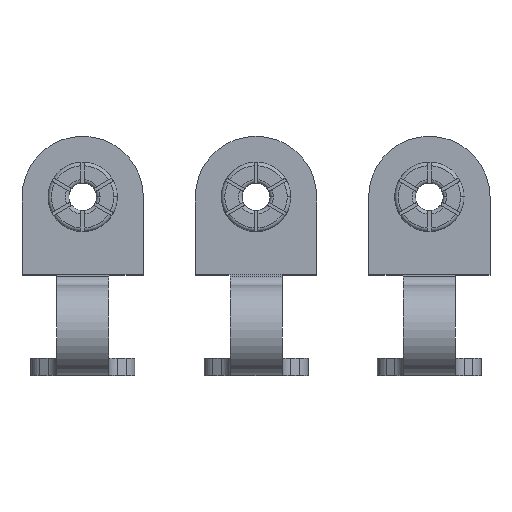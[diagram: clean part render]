
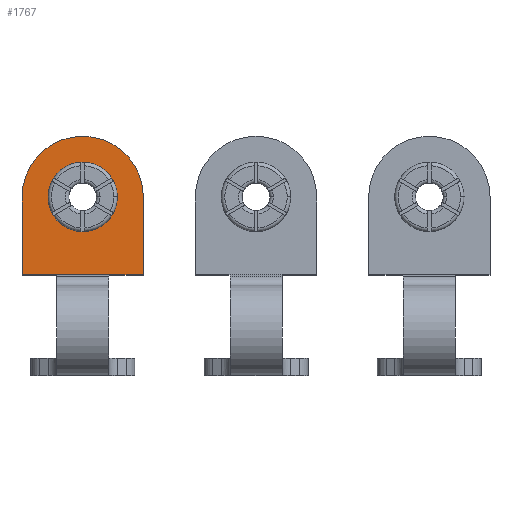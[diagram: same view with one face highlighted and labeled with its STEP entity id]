
A CAD part, top view. The second image highlights one B-rep face of the part: STEP entity #1767.
In plain terms, the highlighted planar face has unit normal (0, 0, 1).
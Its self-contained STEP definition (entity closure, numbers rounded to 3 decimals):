
#1661 = VERTEX_POINT('',#1662);
#1662 = CARTESIAN_POINT('',(-5.75,-2.25,0.5));
#1668 = EDGE_CURVE('',#1661,#1669,#1671,.T.);
#1669 = VERTEX_POINT('',#1670);
#1670 = CARTESIAN_POINT('',(-4.25,-2.25,0.5));
#1671 = LINE('',#1672,#1673);
#1672 = CARTESIAN_POINT('',(-5.75,-2.25,0.5));
#1673 = VECTOR('',#1674,1.);
#1674 = DIRECTION('',(1.,0.,0.));
#1709 = EDGE_CURVE('',#1669,#1710,#1712,.T.);
#1710 = VERTEX_POINT('',#1711);
#1711 = CARTESIAN_POINT('',(-3.25,-2.25,0.5));
#1712 = LINE('',#1713,#1714);
#1713 = CARTESIAN_POINT('',(-4.25,-2.25,0.5));
#1714 = VECTOR('',#1715,1.);
#1715 = DIRECTION('',(1.,0.,0.));
#1741 = EDGE_CURVE('',#1661,#1742,#1744,.T.);
#1742 = VERTEX_POINT('',#1743);
#1743 = CARTESIAN_POINT('',(-6.75,-2.25,0.5));
#1744 = LINE('',#1745,#1746);
#1745 = CARTESIAN_POINT('',(-5.75,-2.25,0.5));
#1746 = VECTOR('',#1747,1.);
#1747 = DIRECTION('',(-1.,0.,0.));
#1767 = ADVANCED_FACE('',(#1768,#1796),#1807,.T.);
#1768 = FACE_BOUND('',#1769,.T.);
#1769 = EDGE_LOOP('',(#1770,#1781,#1787,#1788,#1789,#1790));
#1770 = ORIENTED_EDGE('',*,*,#1771,.T.);
#1771 = EDGE_CURVE('',#1772,#1774,#1776,.T.);
#1772 = VERTEX_POINT('',#1773);
#1773 = CARTESIAN_POINT('',(-3.25,0.,0.5));
#1774 = VERTEX_POINT('',#1775);
#1775 = CARTESIAN_POINT('',(-6.75,0.,0.5));
#1776 = CIRCLE('',#1777,1.75);
#1777 = AXIS2_PLACEMENT_3D('',#1778,#1779,#1780);
#1778 = CARTESIAN_POINT('',(-5.,0.,0.5));
#1779 = DIRECTION('',(0.,0.,1.));
#1780 = DIRECTION('',(1.,0.,0.));
#1781 = ORIENTED_EDGE('',*,*,#1782,.T.);
#1782 = EDGE_CURVE('',#1774,#1742,#1783,.T.);
#1783 = LINE('',#1784,#1785);
#1784 = CARTESIAN_POINT('',(-6.75,0.,0.5));
#1785 = VECTOR('',#1786,1.);
#1786 = DIRECTION('',(0.,-1.,0.));
#1787 = ORIENTED_EDGE('',*,*,#1741,.F.);
#1788 = ORIENTED_EDGE('',*,*,#1668,.T.);
#1789 = ORIENTED_EDGE('',*,*,#1709,.T.);
#1790 = ORIENTED_EDGE('',*,*,#1791,.T.);
#1791 = EDGE_CURVE('',#1710,#1772,#1792,.T.);
#1792 = LINE('',#1793,#1794);
#1793 = CARTESIAN_POINT('',(-3.25,-2.25,0.5));
#1794 = VECTOR('',#1795,1.);
#1795 = DIRECTION('',(0.,1.,0.));
#1796 = FACE_BOUND('',#1797,.T.);
#1797 = EDGE_LOOP('',(#1798));
#1798 = ORIENTED_EDGE('',*,*,#1799,.T.);
#1799 = EDGE_CURVE('',#1800,#1800,#1802,.T.);
#1800 = VERTEX_POINT('',#1801);
#1801 = CARTESIAN_POINT('',(-4.49,0.,0.5));
#1802 = CIRCLE('',#1803,0.51);
#1803 = AXIS2_PLACEMENT_3D('',#1804,#1805,#1806);
#1804 = CARTESIAN_POINT('',(-5.,0.,0.5));
#1805 = DIRECTION('',(0.,0.,-1.));
#1806 = DIRECTION('',(1.,0.,0.));
#1807 = PLANE('',#1808);
#1808 = AXIS2_PLACEMENT_3D('',#1809,#1810,#1811);
#1809 = CARTESIAN_POINT('',(-5.,-0.576,0.5));
#1810 = DIRECTION('',(0.,0.,1.));
#1811 = DIRECTION('',(1.,0.,0.));
